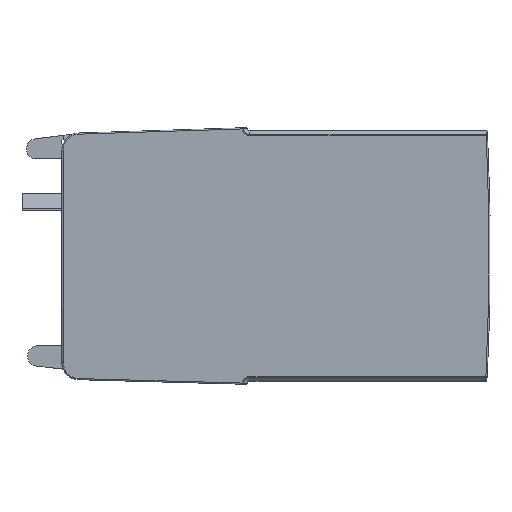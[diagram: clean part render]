
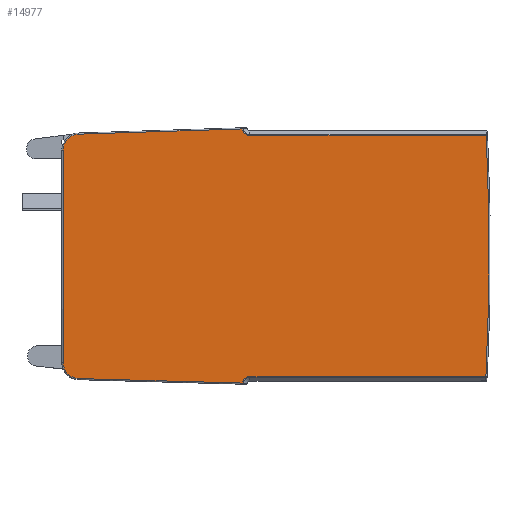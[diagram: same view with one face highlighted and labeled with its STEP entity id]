
A CAD part, left-side view. The second image highlights one B-rep face of the part: STEP entity #14977.
In plain terms, the highlighted face is planar.
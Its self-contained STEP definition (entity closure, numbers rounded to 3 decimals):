
#4114=CARTESIAN_POINT('',(9.,-342.811,0.));
#4115=DIRECTION('',(-1.,0.,0.));
#4116=DIRECTION('',(0.,0.999,0.049));
#4117=AXIS2_PLACEMENT_3D('',#4114,#4115,#4116);
#4122=CARTESIAN_POINT('',(9.,33.,-23.25));
#4123=DIRECTION('',(1.,0.,0.));
#4124=DIRECTION('',(0.,0.,1.));
#4125=AXIS2_PLACEMENT_3D('',#4122,#4123,#4124);
#4130=CARTESIAN_POINT('',(9.,33.,-23.25));
#4131=DIRECTION('',(1.,0.,0.));
#4132=DIRECTION('',(0.,-0.706,0.708));
#4133=AXIS2_PLACEMENT_3D('',#4130,#4131,#4132);
#4138=DIRECTION('',(0.,-1.,0.028));
#4139=VECTOR('',#4138,28.592);
#4140=CARTESIAN_POINT('',(9.,31.503,-23.05));
#4141=LINE('',#4140,#4139);
#4145=CARTESIAN_POINT('',(9.,3.,-19.45));
#4146=DIRECTION('',(-1.,0.,0.));
#4147=DIRECTION('',(0.,-0.028,-1.));
#4148=AXIS2_PLACEMENT_3D('',#4145,#4146,#4147);
#4153=CARTESIAN_POINT('',(9.,3.,17.844));
#4154=DIRECTION('',(-1.,0.,0.));
#4155=DIRECTION('',(0.,-1.,0.));
#4156=AXIS2_PLACEMENT_3D('',#4153,#4154,#4155);
#4161=DIRECTION('',(0.,0.999,0.032));
#4162=VECTOR('',#4161,28.606);
#4163=CARTESIAN_POINT('',(9.,2.911,20.642));
#4164=LINE('',#4163,#4162);
#4168=CARTESIAN_POINT('',(9.,33.,21.75));
#4169=DIRECTION('',(1.,0.,0.));
#4170=DIRECTION('',(0.,-0.989,-0.15));
#4171=AXIS2_PLACEMENT_3D('',#4168,#4169,#4170);
#4215=DIRECTION('',(0.,1.,0.));
#4216=VECTOR('',#4215,41.413);
#4217=CARTESIAN_POINT('',(9.,33.,-21.917));
#4218=LINE('',#4217,#4216);
#4369=DIRECTION('',(0.,1.,0.));
#4370=VECTOR('',#4369,0.179);
#4371=CARTESIAN_POINT('',(9.,31.503,-23.05));
#4372=LINE('',#4371,#4370);
#4521=DIRECTION('',(0.,0.,-1.));
#4522=VECTOR('',#4521,37.294);
#4523=CARTESIAN_POINT('',(9.,0.2,17.844));
#4524=LINE('',#4523,#4522);
#4554=DIRECTION('',(0.,-1.,0.));
#4555=VECTOR('',#4554,41.489);
#4556=CARTESIAN_POINT('',(9.,74.489,20.417));
#4557=LINE('',#4556,#4555);
#4607=DIRECTION('',(0.,-1.,0.));
#4608=VECTOR('',#4607,0.179);
#4609=CARTESIAN_POINT('',(9.,31.682,21.55));
#4610=LINE('',#4609,#4608);
#10998=CARTESIAN_POINT('',(9.,0.2,17.844));
#10999=CARTESIAN_POINT('',(9.,2.911,20.642));
#11000=VERTEX_POINT('',#10998);
#11001=VERTEX_POINT('',#10999);
#11002=CARTESIAN_POINT('',(9.,74.489,20.417));
#11003=CARTESIAN_POINT('',(9.,74.413,-21.917));
#11004=VERTEX_POINT('',#11002);
#11005=VERTEX_POINT('',#11003);
#11006=CARTESIAN_POINT('',(9.,33.,-21.917));
#11007=VERTEX_POINT('',#11006);
#11008=CARTESIAN_POINT('',(9.,32.058,-22.307));
#11009=VERTEX_POINT('',#11008);
#11010=CARTESIAN_POINT('',(9.,31.682,-23.05));
#11011=VERTEX_POINT('',#11010);
#11012=CARTESIAN_POINT('',(9.,31.503,-23.05));
#11013=VERTEX_POINT('',#11012);
#11014=CARTESIAN_POINT('',(9.,2.922,-22.249));
#11015=VERTEX_POINT('',#11014);
#11016=CARTESIAN_POINT('',(9.,0.2,-19.45));
#11017=VERTEX_POINT('',#11016);
#11018=CARTESIAN_POINT('',(9.,31.503,21.55));
#11019=VERTEX_POINT('',#11018);
#11020=CARTESIAN_POINT('',(9.,31.682,21.55));
#11021=VERTEX_POINT('',#11020);
#11022=CARTESIAN_POINT('',(9.,33.,20.417));
#11023=VERTEX_POINT('',#11022);
#14945=CARTESIAN_POINT('',(9.,0.,20.75));
#14946=DIRECTION('',(1.,0.,0.));
#14947=DIRECTION('',(0.,0.,-1.));
#14948=AXIS2_PLACEMENT_3D('',#14945,#14946,#14947);
#14949=PLANE('',#14948);
#14951=ORIENTED_EDGE('',*,*,#14950,.T.);
#14953=ORIENTED_EDGE('',*,*,#14952,.F.);
#14955=ORIENTED_EDGE('',*,*,#14954,.T.);
#14957=ORIENTED_EDGE('',*,*,#14956,.T.);
#14959=ORIENTED_EDGE('',*,*,#14958,.F.);
#14961=ORIENTED_EDGE('',*,*,#14960,.T.);
#14963=ORIENTED_EDGE('',*,*,#14962,.T.);
#14965=ORIENTED_EDGE('',*,*,#14964,.F.);
#14966=ORIENTED_EDGE('',*,*,#14928,.T.);
#14968=ORIENTED_EDGE('',*,*,#14967,.T.);
#14970=ORIENTED_EDGE('',*,*,#14969,.F.);
#14972=ORIENTED_EDGE('',*,*,#14971,.T.);
#14974=ORIENTED_EDGE('',*,*,#14973,.F.);
#14975=EDGE_LOOP('',(#14951,#14953,#14955,#14957,#14959,#14961,#14963,#14965,
#14966,#14968,#14970,#14972,#14974));
#14976=FACE_OUTER_BOUND('',#14975,.F.);
#4118=CIRCLE('',#4117,417.8);
#4126=CIRCLE('',#4125,1.333);
#4134=CIRCLE('',#4133,1.333);
#4149=CIRCLE('',#4148,2.8);
#4157=CIRCLE('',#4156,2.8);
#4172=CIRCLE('',#4171,1.333);
#14928=EDGE_CURVE('',#11000,#11001,#4157,.T.);
#14950=EDGE_CURVE('',#11004,#11005,#4118,.T.);
#14952=EDGE_CURVE('',#11007,#11005,#4218,.T.);
#14954=EDGE_CURVE('',#11007,#11009,#4126,.T.);
#14956=EDGE_CURVE('',#11009,#11011,#4134,.T.);
#14958=EDGE_CURVE('',#11013,#11011,#4372,.T.);
#14960=EDGE_CURVE('',#11013,#11015,#4141,.T.);
#14962=EDGE_CURVE('',#11015,#11017,#4149,.T.);
#14964=EDGE_CURVE('',#11000,#11017,#4524,.T.);
#14967=EDGE_CURVE('',#11001,#11019,#4164,.T.);
#14969=EDGE_CURVE('',#11021,#11019,#4610,.T.);
#14971=EDGE_CURVE('',#11021,#11023,#4172,.T.);
#14973=EDGE_CURVE('',#11004,#11023,#4557,.T.);
#14977=ADVANCED_FACE('',(#14976),#14949,.T.);
